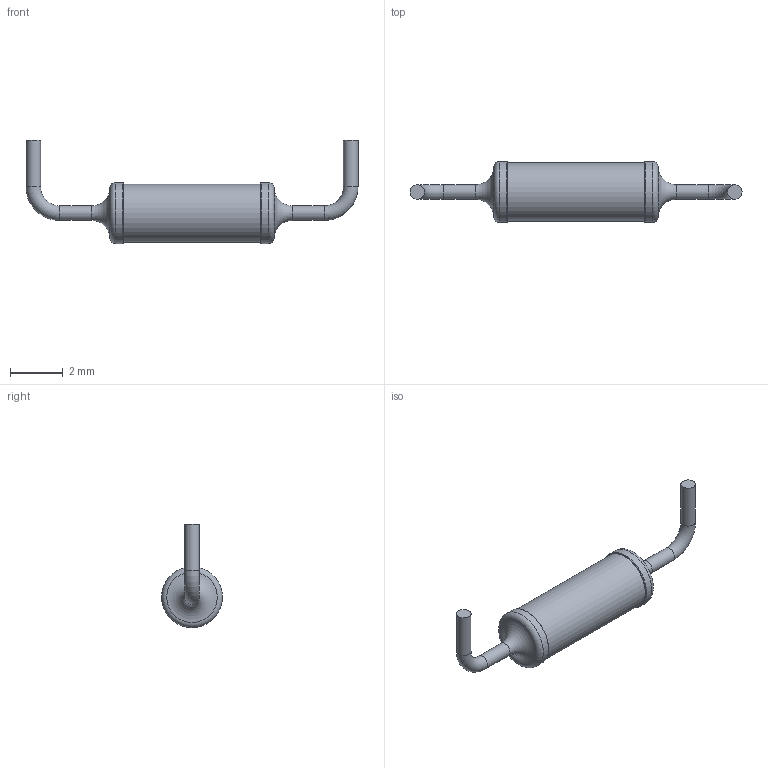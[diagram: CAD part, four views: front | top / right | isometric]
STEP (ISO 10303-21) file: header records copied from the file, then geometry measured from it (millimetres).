
FILE_DESCRIPTION( ( '' ), ' ' );
FILE_NAME( '5a143ae1ccc4870fe1f32249.step', '2017-11-21T14:40:34', ( '' ), ( '' ), ' ', ' ', ' ' );
FILE_SCHEMA( ( 'AUTOMOTIVE_DESIGN { 1 0 10303 214 1 1 1 1 }' ) );
Length unit declared in the file: metre
Products named in the file (1): Part 1
Bounding box: 12.55 x 2.3 x 3.9 mm (x, y, z)
Volume: 26.9 mm3; surface area: 68.2 mm2
Topology: 1 solids, 1 shells, 19 faces, 34 edges, 19 vertices
Faces by surface type: torus 8, cylinder 7, plane 4
Full cylindrical faces by diameter (mm): 0.55 x4, 2.2 x1, 2.3 x2
Entity records: 542 total; most frequent: DIRECTION 76, CARTESIAN_POINT 56, AXIS2_PLACEMENT_3D 38, EDGE_LOOP 36, ORIENTED_EDGE 36, FACE_OUTER_BOUND 34, STYLED_ITEM 19, PRESENTATION_STYLE_ASSIGNMENT 19
